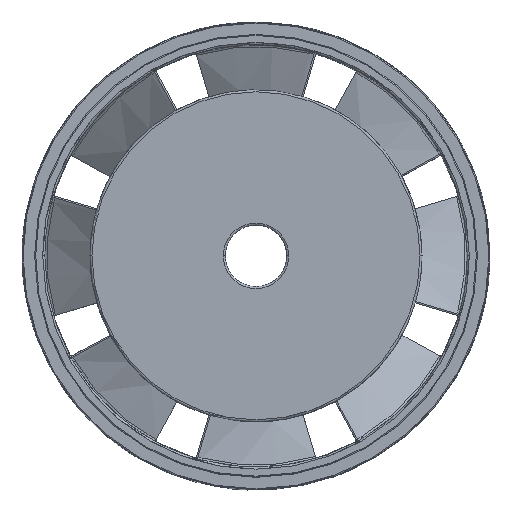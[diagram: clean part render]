
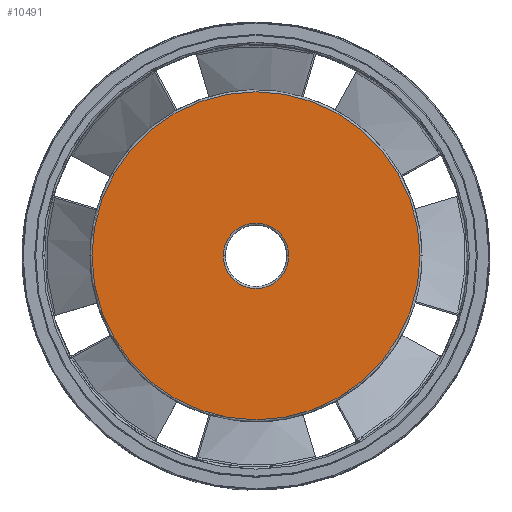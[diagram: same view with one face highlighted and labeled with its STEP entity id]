
A CAD part, top view. The second image highlights one B-rep face of the part: STEP entity #10491.
In plain terms, the highlighted planar face has unit normal (0, 0, 1).
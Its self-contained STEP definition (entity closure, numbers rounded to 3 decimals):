
#942 = CARTESIAN_POINT ( 'NONE',  ( 0., 0., 0. ) ) ;
#1781 = EDGE_CURVE ( 'NONE', #22687, #12092, #15091, .T. ) ;
#2236 = EDGE_CURVE ( 'NONE', #12092, #22687, #5823, .T. ) ;
#3349 = AXIS2_PLACEMENT_3D ( 'NONE', #9470, #16157, #15104 ) ;
#3690 = PLANE ( 'NONE',  #27631 ) ;
#3915 = CIRCLE ( 'NONE', #27235, 16.3 ) ;
#5823 = CIRCLE ( 'NONE', #23431, 3.25 ) ;
#5934 = FACE_BOUND ( 'NONE', #12157, .T. ) ;
#7054 = CARTESIAN_POINT ( 'NONE',  ( -3.25, 0., 0. ) ) ;
#7545 = CARTESIAN_POINT ( 'NONE',  ( 0., 0., 0. ) ) ;
#8559 = CARTESIAN_POINT ( 'NONE',  ( 16.3, 0., 0. ) ) ;
#9470 = CARTESIAN_POINT ( 'NONE',  ( 0., 0., 0. ) ) ;
#10031 = EDGE_CURVE ( 'NONE', #28454, #15826, #16200, .T. ) ;
#10063 = CARTESIAN_POINT ( 'NONE',  ( -16.3, 0., 0. ) ) ;
#10491 = ADVANCED_FACE ( 'NONE', ( #28898, #5934 ), #3690, .T. ) ;
#10707 = DIRECTION ( 'NONE',  ( 0., 0., 1. ) ) ;
#12092 = VERTEX_POINT ( 'NONE', #13209 ) ;
#12157 = EDGE_LOOP ( 'NONE', ( #14665, #17277 ) ) ;
#12601 = ORIENTED_EDGE ( 'NONE', *, *, #17105, .T. ) ;
#12797 = CARTESIAN_POINT ( 'NONE',  ( 0., 0., 0. ) ) ;
#13209 = CARTESIAN_POINT ( 'NONE',  ( 3.25, 0., 0. ) ) ;
#14665 = ORIENTED_EDGE ( 'NONE', *, *, #2236, .T. ) ;
#15091 = CIRCLE ( 'NONE', #23658, 3.25 ) ;
#15104 = DIRECTION ( 'NONE',  ( 1., 0., 0. ) ) ;
#15826 = VERTEX_POINT ( 'NONE', #10063 ) ;
#16157 = DIRECTION ( 'NONE',  ( 0., 0., 1. ) ) ;
#16200 = CIRCLE ( 'NONE', #3349, 16.3 ) ;
#16630 = DIRECTION ( 'NONE',  ( 0., 0., -1. ) ) ;
#16832 = DIRECTION ( 'NONE',  ( 1., 0., 0. ) ) ;
#16975 = DIRECTION ( 'NONE',  ( 1., 0., 0. ) ) ;
#17105 = EDGE_CURVE ( 'NONE', #15826, #28454, #3915, .T. ) ;
#17277 = ORIENTED_EDGE ( 'NONE', *, *, #1781, .T. ) ;
#18775 = CARTESIAN_POINT ( 'NONE',  ( 0., 0., 0. ) ) ;
#21447 = DIRECTION ( 'NONE',  ( 0., 0., 1. ) ) ;
#22590 = ORIENTED_EDGE ( 'NONE', *, *, #10031, .T. ) ;
#22687 = VERTEX_POINT ( 'NONE', #7054 ) ;
#23431 = AXIS2_PLACEMENT_3D ( 'NONE', #942, #26257, #28076 ) ;
#23658 = AXIS2_PLACEMENT_3D ( 'NONE', #7545, #16630, #25707 ) ;
#25707 = DIRECTION ( 'NONE',  ( 1., 0., 0. ) ) ;
#26257 = DIRECTION ( 'NONE',  ( 0., 0., -1. ) ) ;
#27235 = AXIS2_PLACEMENT_3D ( 'NONE', #18775, #21447, #16832 ) ;
#27631 = AXIS2_PLACEMENT_3D ( 'NONE', #12797, #10707, #16975 ) ;
#28076 = DIRECTION ( 'NONE',  ( 1., 0., 0. ) ) ;
#28454 = VERTEX_POINT ( 'NONE', #8559 ) ;
#28898 = FACE_OUTER_BOUND ( 'NONE', #29240, .T. ) ;
#29240 = EDGE_LOOP ( 'NONE', ( #22590, #12601 ) ) ;
